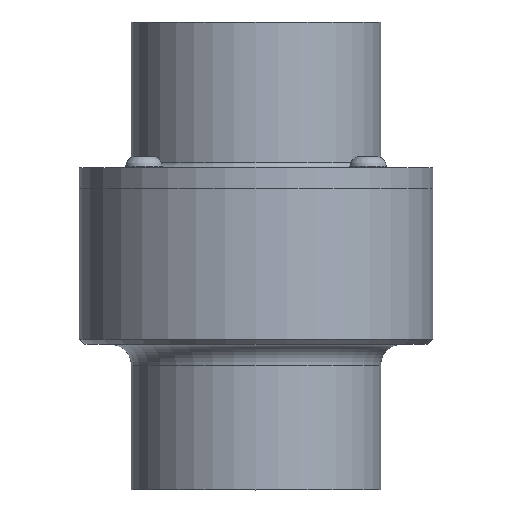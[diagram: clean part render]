
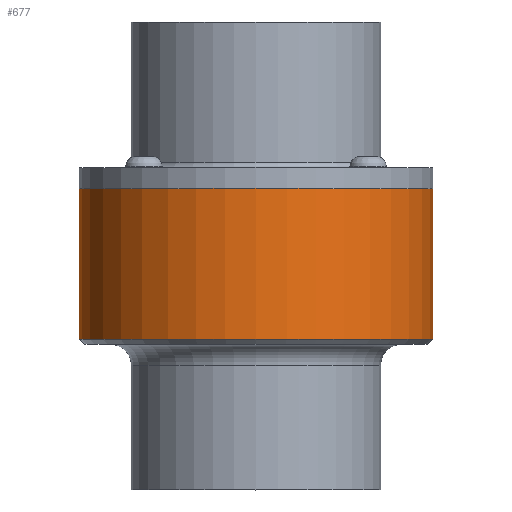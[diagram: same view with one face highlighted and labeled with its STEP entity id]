
A CAD part, front view. The second image highlights one B-rep face of the part: STEP entity #677.
In plain terms, the highlighted cylindrical face has radius 53.975 mm (diameter 107.95 mm), a full revolution.
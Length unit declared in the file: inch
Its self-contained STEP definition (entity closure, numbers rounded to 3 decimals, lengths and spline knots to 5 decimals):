
#95=CIRCLE($,#736,2.125);
#96=CIRCLE($,#737,2.125);
#144=FACE_BOUND($,#269,.T.);
#145=FACE_BOUND($,#270,.T.);
#202=CYLINDRICAL_SURFACE($,#735,2.125);
#221=FACE_OUTER_BOUND($,#268,.T.);
#268=EDGE_LOOP($,(#538));
#269=EDGE_LOOP($,(#539));
#270=EDGE_LOOP($,(#540));
#370=B_SPLINE_CURVE_WITH_KNOTS($,3,(#1246,#1247,#1248,#1249,#1250,#1251,
#1252,#1253,#1254,#1255,#1256,#1257,#1258,#1259,#1260,#1261,#1262,#1263,
#1264,#1265,#1266,#1267,#1268,#1269,#1270,#1271,#1272,#1273,#1274,#1275,
#1276,#1277,#1278,#1279,#1280),.UNSPECIFIED.,.T.,.F.,(4,1,1,1,1,1,1,1,1,
1,1,1,1,1,1,1,1,1,1,1,1,1,1,1,1,1,1,1,1,3,4),(-5.51286,-5.21758,
-5.11913,-4.92224,-4.72535,-4.57768,
-4.52846,-4.33157,-3.93779,-3.79013,
-3.7409,-3.54401,-3.34712,-3.15023,
-2.98616,-2.88772,-2.6252,-2.36268,
-2.29705,-2.10016,-1.9689,-1.83764,
-1.73919,-1.57512,-1.18134,-0.98445,
-0.78756,-0.59067,-0.39378,0.,0.00005),
 .UNSPECIFIED.);
#398=VERTEX_POINT($,#1208);
#401=VERTEX_POINT($,#1318);
#402=VERTEX_POINT($,#1320);
#463=EDGE_CURVE($,#398,#398,#370,.T.);
#465=EDGE_CURVE($,#401,#401,#95,.T.);
#466=EDGE_CURVE($,#402,#402,#96,.T.);
#538=ORIENTED_EDGE($,*,*,#465,.F.);
#539=ORIENTED_EDGE($,*,*,#466,.T.);
#540=ORIENTED_EDGE($,*,*,#463,.F.);
#677=ADVANCED_FACE($,(#221,#144,#145),#202,.T.);
#735=AXIS2_PLACEMENT_3D($,#1317,#849,#850);
#736=AXIS2_PLACEMENT_3D($,#1319,#851,#852);
#737=AXIS2_PLACEMENT_3D($,#1321,#853,#854);
#849=DIRECTION('center_axis',(0.,0.,-1.));
#850=DIRECTION('ref_axis',(0.,1.,0.));
#851=DIRECTION('center_axis',(0.,0.,-1.));
#852=DIRECTION('ref_axis',(1.,0.,0.));
#853=DIRECTION('center_axis',(0.,0.,-1.));
#854=DIRECTION('ref_axis',(1.,0.,0.));
#1208=CARTESIAN_POINT('',(0.42081,2.08287,-0.875));
#1246=CARTESIAN_POINT('Ctrl Pts',(0.42089,2.08284,-0.875));
#1247=CARTESIAN_POINT('Ctrl Pts',(0.42088,2.08285,-0.92062));
#1248=CARTESIAN_POINT('Ctrl Pts',(0.41046,2.08501,-0.98485));
#1249=CARTESIAN_POINT('Ctrl Pts',(0.37369,2.09192,-1.07413));
#1250=CARTESIAN_POINT('Ctrl Pts',(0.33033,2.09937,-1.14215));
#1251=CARTESIAN_POINT('Ctrl Pts',(0.27187,2.10781,-1.20074));
#1252=CARTESIAN_POINT('Ctrl Pts',(0.21896,2.11377,-1.23664));
#1253=CARTESIAN_POINT('Ctrl Pts',(0.16233,2.11899,-1.26616));
#1254=CARTESIAN_POINT('Ctrl Pts',(0.06193,2.12562,-1.30064));
#1255=CARTESIAN_POINT('Ctrl Pts',(-0.05407,2.12561,
-1.30052));
#1256=CARTESIAN_POINT('Ctrl Pts',(-0.14698,2.12001,-1.27152));
#1257=CARTESIAN_POINT('Ctrl Pts',(-0.20541,2.11524,-1.24524));
#1258=CARTESIAN_POINT('Ctrl Pts',(-0.26653,2.10857,-1.206));
#1259=CARTESIAN_POINT('Ctrl Pts',(-0.33036,2.09937,-1.14219));
#1260=CARTESIAN_POINT('Ctrl Pts',(-0.37944,2.09092,-1.06502));
#1261=CARTESIAN_POINT('Ctrl Pts',(-0.40546,2.08592,-0.99428));
#1262=CARTESIAN_POINT('Ctrl Pts',(-0.42242,2.08256,-0.91059));
#1263=CARTESIAN_POINT('Ctrl Pts',(-0.42254,2.08253,-0.81385));
#1264=CARTESIAN_POINT('Ctrl Pts',(-0.39442,2.08815,-0.71923));
#1265=CARTESIAN_POINT('Ctrl Pts',(-0.35426,2.09532,-0.64374));
#1266=CARTESIAN_POINT('Ctrl Pts',(-0.3166,2.10147,-0.59317));
#1267=CARTESIAN_POINT('Ctrl Pts',(-0.26506,2.10856,-0.54507));
#1268=CARTESIAN_POINT('Ctrl Pts',(-0.21678,2.11407,-0.51172));
#1269=CARTESIAN_POINT('Ctrl Pts',(-0.15981,2.11924,-0.4827));
#1270=CARTESIAN_POINT('Ctrl Pts',(-0.05671,2.12567,-0.44939));
#1271=CARTESIAN_POINT('Ctrl Pts',(0.06211,2.12566,-0.44946));
#1272=CARTESIAN_POINT('Ctrl Pts',(0.18533,2.11751,-0.4917));
#1273=CARTESIAN_POINT('Ctrl Pts',(0.26639,2.1086,-0.5439));
#1274=CARTESIAN_POINT('Ctrl Pts',(0.33036,2.09942,-0.60787));
#1275=CARTESIAN_POINT('Ctrl Pts',(0.39978,2.08738,-0.71651));
#1276=CARTESIAN_POINT('Ctrl Pts',(0.4209,2.08283,-0.81414));
#1277=CARTESIAN_POINT('Ctrl Pts',(0.42089,2.08284,-0.87498));
#1278=CARTESIAN_POINT('Ctrl Pts',(0.42089,2.08284,-0.87498));
#1279=CARTESIAN_POINT('Ctrl Pts',(0.42089,2.08284,-0.87499));
#1280=CARTESIAN_POINT('Ctrl Pts',(0.42089,2.08284,-0.875));
#1317=CARTESIAN_POINT('Origin',(0.,-0.00005,-0.90615));
#1318=CARTESIAN_POINT('',(0.,2.1249,-1.8125));
#1319=CARTESIAN_POINT('Origin',(0.,-0.0001,-1.81239));
#1320=CARTESIAN_POINT('',(0.,2.125,-0.00002));
#1321=CARTESIAN_POINT('Origin',(0.,0.,0.00009));
